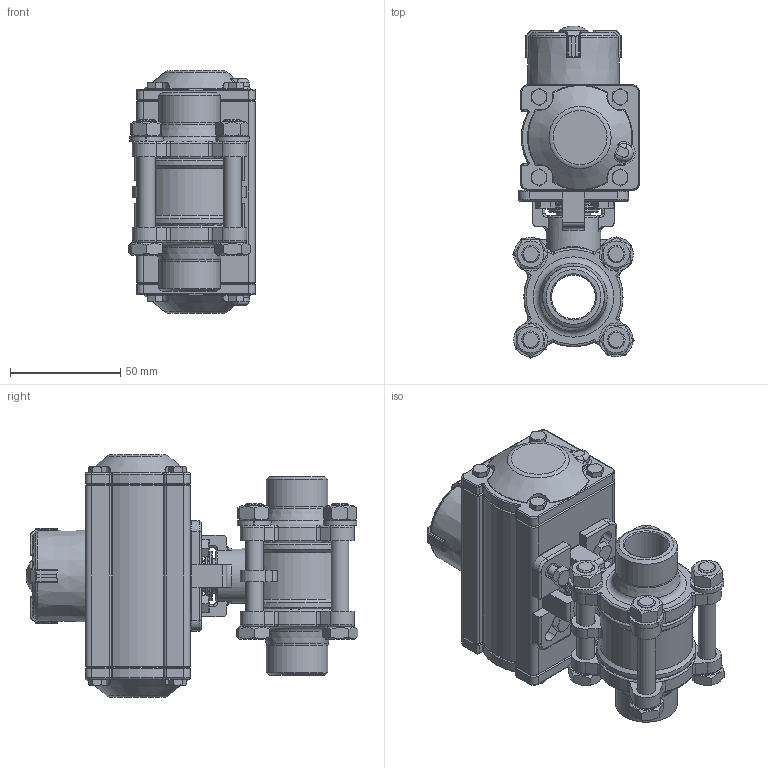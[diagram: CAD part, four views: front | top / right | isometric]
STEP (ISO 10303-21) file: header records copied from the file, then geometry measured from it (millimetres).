
FILE_DESCRIPTION(/* description */ ('Unknown'),/* implementation_level */ '2;1');
FILE_NAME(/* name */ 'DW01 9325-05',/* time_stamp */ '2022-11-08T12:26:23+01:00',/* author */ ('Unknown'),/* organization */ ('Unknown'),/* preprocessor_version */ 'ST-DEVELOPER v16.7',/* originating_system */ 'Solid Edge',/* authorisation */ 'Unknown');
FILE_SCHEMA (('AUTOMOTIVE_DESIGN {1 0 10303 214 3 1 1}'));
Length unit declared in the file: millimetre
Products named in the file (9): DW09-8.122.020; DIN 933 M5x14 A2-70 BLK_EDST; 8.122.020; DW01_(DW09); KP-35; cup head nib bolts with large head gb_GB_FASTENER_BOLT_CHNBW M6X25-N; ________(___________; _____________; ______
Assembly tree (13 placements, depth 3):
  DW09-8.122.020
    DIN 933 M5x14 A2-70 BLK_EDST  x4
    8.122.020
    DW01_(DW09)
      KP-35
      cup head nib bolts with large head gb_GB_FASTENER_BOLT_CHNBW M6X25-N
      ________(___________  x2
      _____________  x2
      ______
Bounding box: 57.51 x 150.71 x 110 mm (x, y, z)
Volume: 380417.9 mm3; surface area: 85419.2 mm2
Topology: 12 solids, 12 shells, 1688 faces, 4147 edges, 2497 vertices
Faces by surface type: plane 610, cylinder 470, bspline 278, cone 161, torus 160, sphere 9
Full cylindrical faces by diameter (mm): 1.8 x2, 3 x16, 3.3 x8, 4.2 x12, 4.66 x1, 5 x9, 6 x1, 6.2 x1, 8 x12, 8.5 x10, 8.8 x2, 9.7 x1, 11.9 x1, 12.9 x1, 15.7 x1, 18 x1, 19.6 x1, 20 x2, 22.4 x2, 25 x1, 27 x1, 28 x2, 38.5 x1, 45 x2
Entity records: 66990 total; most frequent: CARTESIAN_POINT 29403, ORIENTED_EDGE 6786, DIRECTION 6162, EDGE_CURVE 3393, AXIS2_PLACEMENT_3D 2357, VERTEX_POINT 2176, FACE_BOUND 1783, EDGE_LOOP 1765
